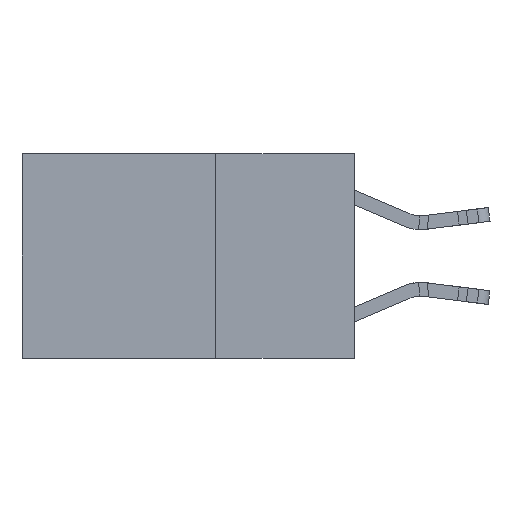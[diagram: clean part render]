
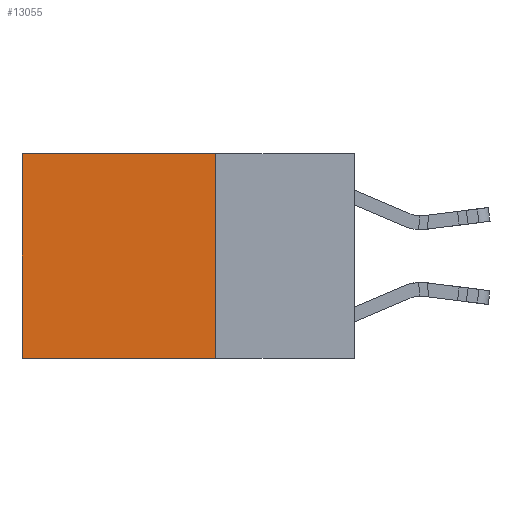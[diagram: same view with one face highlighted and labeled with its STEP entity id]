
A CAD part, left-side view. The second image highlights one B-rep face of the part: STEP entity #13055.
In plain terms, the highlighted planar face has unit normal (-1, 0, 0).
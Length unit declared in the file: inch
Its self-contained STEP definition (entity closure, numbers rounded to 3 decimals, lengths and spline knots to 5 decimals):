
#646 = CARTESIAN_POINT ( 'NONE',  ( 0.2625, 0.25, 0. ) ) ;
#1659 = VERTEX_POINT ( 'NONE', #30284 ) ;
#2017 = VERTEX_POINT ( 'NONE', #10368 ) ;
#4164 = EDGE_CURVE ( 'NONE', #20093, #5516, #23789, .T. ) ;
#5285 = VECTOR ( 'NONE', #12137, 39.37008 ) ;
#5516 = VERTEX_POINT ( 'NONE', #9443 ) ;
#5606 = LINE ( 'NONE', #11535, #22240 ) ;
#9443 = CARTESIAN_POINT ( 'NONE',  ( 0.2625, 0.6, 0. ) ) ;
#9460 = CARTESIAN_POINT ( 'NONE',  ( 0.2625, 0.25, 0. ) ) ;
#10174 = DIRECTION ( 'NONE',  ( 1., 0., 0. ) ) ;
#10248 = FACE_OUTER_BOUND ( 'NONE', #12578, .T. ) ;
#10368 = CARTESIAN_POINT ( 'NONE',  ( 0.2625, 0.25, -0.37 ) ) ;
#10855 = ORIENTED_EDGE ( 'NONE', *, *, #4164, .T. ) ;
#11535 = CARTESIAN_POINT ( 'NONE',  ( 0.2625, 0.25, 0. ) ) ;
#11568 = LINE ( 'NONE', #19199, #5285 ) ;
#12137 = DIRECTION ( 'NONE',  ( 0., 1., 0. ) ) ;
#12578 = EDGE_LOOP ( 'NONE', ( #20672, #14513, #13486, #10855 ) ) ;
#13055 = ADVANCED_FACE ( 'NONE', ( #10248 ), #24300, .F. ) ;
#13486 = ORIENTED_EDGE ( 'NONE', *, *, #25010, .F. ) ;
#14513 = ORIENTED_EDGE ( 'NONE', *, *, #22278, .F. ) ;
#16797 = VECTOR ( 'NONE', #27235, 39.37008 ) ;
#18035 = CARTESIAN_POINT ( 'NONE',  ( 0.2625, 0.25, 0. ) ) ;
#18106 = VECTOR ( 'NONE', #27686, 39.37008 ) ;
#18678 = DIRECTION ( 'NONE',  ( 0., 0., -1. ) ) ;
#19199 = CARTESIAN_POINT ( 'NONE',  ( 0.2625, 0.25, -0.37 ) ) ;
#20093 = VERTEX_POINT ( 'NONE', #9460 ) ;
#20672 = ORIENTED_EDGE ( 'NONE', *, *, #24375, .T. ) ;
#22240 = VECTOR ( 'NONE', #18678, 39.37008 ) ;
#22278 = EDGE_CURVE ( 'NONE', #2017, #1659, #11568, .T. ) ;
#23035 = CARTESIAN_POINT ( 'NONE',  ( 0.2625, 0.6, 0. ) ) ;
#23789 = LINE ( 'NONE', #18035, #16797 ) ;
#24300 = PLANE ( 'NONE',  #27568 ) ;
#24375 = EDGE_CURVE ( 'NONE', #5516, #1659, #29784, .T. ) ;
#25010 = EDGE_CURVE ( 'NONE', #20093, #2017, #5606, .T. ) ;
#26638 = DIRECTION ( 'NONE',  ( 0., 0., -1. ) ) ;
#27235 = DIRECTION ( 'NONE',  ( 0., 1., 0. ) ) ;
#27568 = AXIS2_PLACEMENT_3D ( 'NONE', #646, #10174, #26638 ) ;
#27686 = DIRECTION ( 'NONE',  ( 0., 0., -1. ) ) ;
#29784 = LINE ( 'NONE', #23035, #18106 ) ;
#30284 = CARTESIAN_POINT ( 'NONE',  ( 0.2625, 0.6, -0.37 ) ) ;
